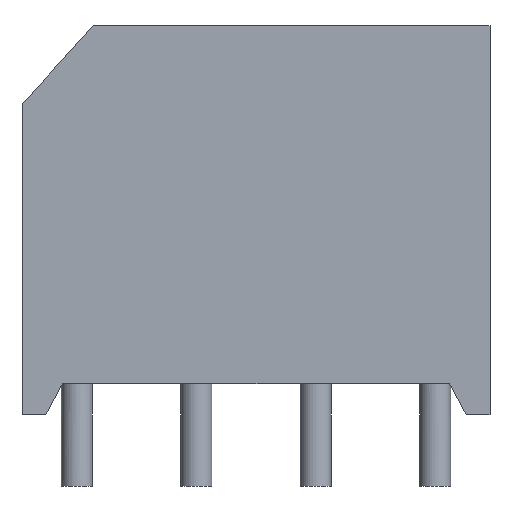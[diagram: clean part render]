
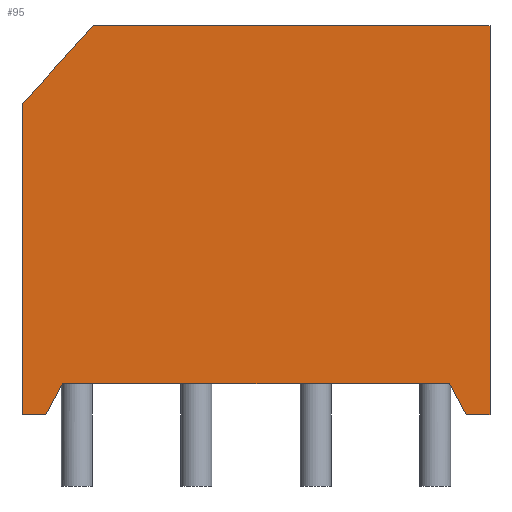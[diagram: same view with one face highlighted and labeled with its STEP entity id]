
A CAD part, top view. The second image highlights one B-rep face of the part: STEP entity #95.
In plain terms, the highlighted planar face has unit normal (0, 0, 1).
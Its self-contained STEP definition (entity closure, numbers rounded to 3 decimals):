
#7 = LINE ( 'NONE', #881, #239 ) ;
#9 = VERTEX_POINT ( 'NONE', #82 ) ;
#17 = VECTOR ( 'NONE', #399, 1000. ) ;
#68 = CARTESIAN_POINT ( 'NONE',  ( 9.8, 8.15, 3.25 ) ) ;
#74 = ORIENTED_EDGE ( 'NONE', *, *, #606, .T. ) ;
#78 = LINE ( 'NONE', #497, #309 ) ;
#82 = CARTESIAN_POINT ( 'NONE',  ( 8.1, -6.85, 3.25 ) ) ;
#95 = ADVANCED_FACE ( 'NONE', ( #543 ), #600, .T. ) ;
#112 = DIRECTION ( 'NONE',  ( 1., 0., 0. ) ) ;
#113 = EDGE_LOOP ( 'NONE', ( #220, #615, #846, #886, #183, #74, #435, #608, #258 ) ) ;
#120 = EDGE_CURVE ( 'NONE', #750, #669, #547, .T. ) ;
#167 = DIRECTION ( 'NONE',  ( 0., 1., 0. ) ) ;
#183 = ORIENTED_EDGE ( 'NONE', *, *, #253, .T. ) ;
#185 = AXIS2_PLACEMENT_3D ( 'NONE', #797, #594, #112 ) ;
#196 = EDGE_CURVE ( 'NONE', #9, #787, #433, .T. ) ;
#218 = CARTESIAN_POINT ( 'NONE',  ( -6.81, 8.15, 3.25 ) ) ;
#220 = ORIENTED_EDGE ( 'NONE', *, *, #516, .T. ) ;
#239 = VECTOR ( 'NONE', #808, 1000. ) ;
#253 = EDGE_CURVE ( 'NONE', #784, #740, #7, .T. ) ;
#258 = ORIENTED_EDGE ( 'NONE', *, *, #120, .T. ) ;
#273 = CARTESIAN_POINT ( 'NONE',  ( 9.8, -8.15, 3.25 ) ) ;
#275 = DIRECTION ( 'NONE',  ( 1., 0., 0. ) ) ;
#293 = CARTESIAN_POINT ( 'NONE',  ( 8.8, -8.15, 3.25 ) ) ;
#309 = VECTOR ( 'NONE', #631, 1000. ) ;
#319 = VECTOR ( 'NONE', #643, 1000. ) ;
#321 = VECTOR ( 'NONE', #275, 1000. ) ;
#361 = CARTESIAN_POINT ( 'NONE',  ( -9.8, 4.85, 3.25 ) ) ;
#368 = DIRECTION ( 'NONE',  ( 0., -1., 0. ) ) ;
#399 = DIRECTION ( 'NONE',  ( 0.474, -0.88, 0. ) ) ;
#400 = DIRECTION ( 'NONE',  ( 1., 0., 0. ) ) ;
#415 = LINE ( 'NONE', #885, #441 ) ;
#430 = LINE ( 'NONE', #870, #662 ) ;
#433 = LINE ( 'NONE', #468, #17 ) ;
#435 = ORIENTED_EDGE ( 'NONE', *, *, #196, .T. ) ;
#441 = VECTOR ( 'NONE', #900, 1000. ) ;
#458 = VERTEX_POINT ( 'NONE', #627 ) ;
#468 = CARTESIAN_POINT ( 'NONE',  ( 8.1, -6.85, 3.25 ) ) ;
#484 = CARTESIAN_POINT ( 'NONE',  ( -8.1, -6.85, 3.25 ) ) ;
#485 = CARTESIAN_POINT ( 'NONE',  ( -9.8, -8.15, 3.25 ) ) ;
#489 = EDGE_CURVE ( 'NONE', #458, #784, #565, .T. ) ;
#497 = CARTESIAN_POINT ( 'NONE',  ( -6.81, 8.15, 3.25 ) ) ;
#502 = LINE ( 'NONE', #293, #319 ) ;
#515 = VECTOR ( 'NONE', #368, 1000. ) ;
#516 = EDGE_CURVE ( 'NONE', #669, #783, #78, .T. ) ;
#543 = FACE_OUTER_BOUND ( 'NONE', #113, .T. ) ;
#547 = LINE ( 'NONE', #791, #848 ) ;
#565 = LINE ( 'NONE', #485, #321 ) ;
#567 = CARTESIAN_POINT ( 'NONE',  ( -9.8, 4.85, 3.25 ) ) ;
#572 = CARTESIAN_POINT ( 'NONE',  ( -8.8, -8.15, 3.25 ) ) ;
#594 = DIRECTION ( 'NONE',  ( 0., 0., 1. ) ) ;
#600 = PLANE ( 'NONE',  #185 ) ;
#606 = EDGE_CURVE ( 'NONE', #740, #9, #430, .T. ) ;
#608 = ORIENTED_EDGE ( 'NONE', *, *, #788, .T. ) ;
#615 = ORIENTED_EDGE ( 'NONE', *, *, #635, .T. ) ;
#627 = CARTESIAN_POINT ( 'NONE',  ( -9.8, -8.15, 3.25 ) ) ;
#631 = DIRECTION ( 'NONE',  ( -1., 0., 0. ) ) ;
#635 = EDGE_CURVE ( 'NONE', #783, #692, #415, .T. ) ;
#643 = DIRECTION ( 'NONE',  ( 1., 0., 0. ) ) ;
#662 = VECTOR ( 'NONE', #400, 1000. ) ;
#669 = VERTEX_POINT ( 'NONE', #68 ) ;
#692 = VERTEX_POINT ( 'NONE', #361 ) ;
#740 = VERTEX_POINT ( 'NONE', #484 ) ;
#750 = VERTEX_POINT ( 'NONE', #273 ) ;
#771 = EDGE_CURVE ( 'NONE', #692, #458, #891, .T. ) ;
#783 = VERTEX_POINT ( 'NONE', #218 ) ;
#784 = VERTEX_POINT ( 'NONE', #572 ) ;
#787 = VERTEX_POINT ( 'NONE', #838 ) ;
#788 = EDGE_CURVE ( 'NONE', #787, #750, #502, .T. ) ;
#791 = CARTESIAN_POINT ( 'NONE',  ( 9.8, -8.15, 3.25 ) ) ;
#797 = CARTESIAN_POINT ( 'NONE',  ( 0., 0., 3.25 ) ) ;
#808 = DIRECTION ( 'NONE',  ( 0.474, 0.88, 0. ) ) ;
#838 = CARTESIAN_POINT ( 'NONE',  ( 8.8, -8.15, 3.25 ) ) ;
#846 = ORIENTED_EDGE ( 'NONE', *, *, #771, .T. ) ;
#848 = VECTOR ( 'NONE', #167, 1000. ) ;
#870 = CARTESIAN_POINT ( 'NONE',  ( -8.1, -6.85, 3.25 ) ) ;
#881 = CARTESIAN_POINT ( 'NONE',  ( -8.8, -8.15, 3.25 ) ) ;
#885 = CARTESIAN_POINT ( 'NONE',  ( -9.8, 4.85, 3.25 ) ) ;
#886 = ORIENTED_EDGE ( 'NONE', *, *, #489, .T. ) ;
#891 = LINE ( 'NONE', #567, #515 ) ;
#900 = DIRECTION ( 'NONE',  ( -0.671, -0.741, 0. ) ) ;
